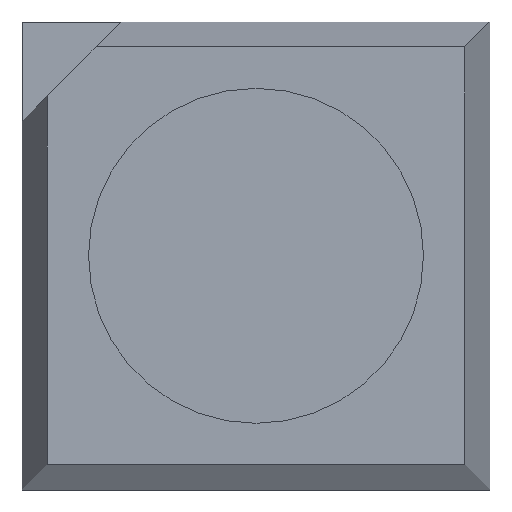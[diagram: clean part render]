
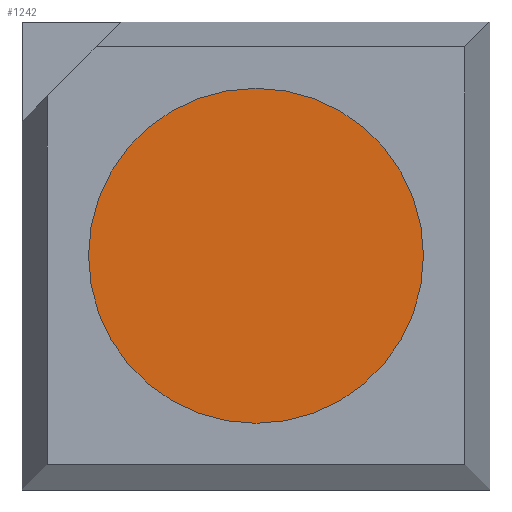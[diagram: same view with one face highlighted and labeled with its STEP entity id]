
A CAD part, top view. The second image highlights one B-rep face of the part: STEP entity #1242.
In plain terms, the highlighted planar face has unit normal (0, 0, 1).
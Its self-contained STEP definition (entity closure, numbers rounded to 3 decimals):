
#60 = DIRECTION ( 'NONE',  ( 0., 0., -1. ) ) ;
#90 = CARTESIAN_POINT ( 'NONE',  ( 1.253, 0., 0.7 ) ) ;
#121 = VERTEX_POINT ( 'NONE', #1374 ) ;
#151 = DIRECTION ( 'NONE',  ( 0., 0., 1. ) ) ;
#173 = EDGE_CURVE ( 'NONE', #121, #412, #1141, .T. ) ;
#275 = AXIS2_PLACEMENT_3D ( 'NONE', #1138, #60, #542 ) ;
#285 = ORIENTED_EDGE ( 'NONE', *, *, #1188, .T. ) ;
#322 = DIRECTION ( 'NONE',  ( -1., 0., 0. ) ) ;
#412 = VERTEX_POINT ( 'NONE', #90 ) ;
#461 = AXIS2_PLACEMENT_3D ( 'NONE', #907, #1378, #322 ) ;
#494 = CIRCLE ( 'NONE', #1361, 1.253 ) ;
#542 = DIRECTION ( 'NONE',  ( -1., 0., 0. ) ) ;
#631 = DIRECTION ( 'NONE',  ( -1., 0., 0. ) ) ;
#684 = EDGE_LOOP ( 'NONE', ( #720, #285 ) ) ;
#720 = ORIENTED_EDGE ( 'NONE', *, *, #173, .T. ) ;
#880 = FACE_OUTER_BOUND ( 'NONE', #684, .T. ) ;
#907 = CARTESIAN_POINT ( 'NONE',  ( 0., 0., 0.7 ) ) ;
#1138 = CARTESIAN_POINT ( 'NONE',  ( 0., 0., 0.7 ) ) ;
#1141 = CIRCLE ( 'NONE', #461, 1.253 ) ;
#1188 = EDGE_CURVE ( 'NONE', #412, #121, #494, .T. ) ;
#1232 = CARTESIAN_POINT ( 'NONE',  ( 0., 0., 0.7 ) ) ;
#1242 = ADVANCED_FACE ( 'NONE', ( #880 ), #1357, .F. ) ;
#1357 = PLANE ( 'NONE',  #275 ) ;
#1361 = AXIS2_PLACEMENT_3D ( 'NONE', #1232, #151, #631 ) ;
#1374 = CARTESIAN_POINT ( 'NONE',  ( -1.253, 0., 0.7 ) ) ;
#1378 = DIRECTION ( 'NONE',  ( 0., 0., 1. ) ) ;
